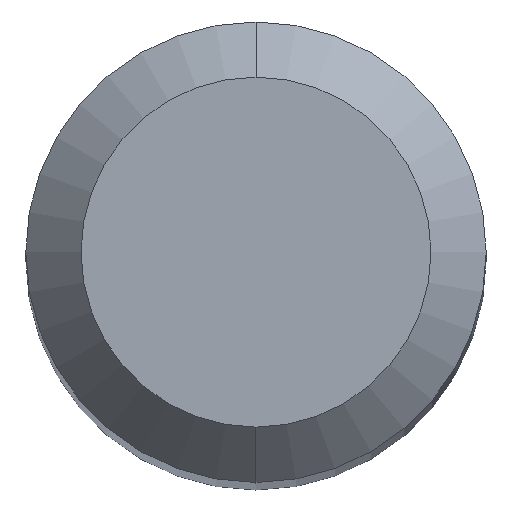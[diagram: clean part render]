
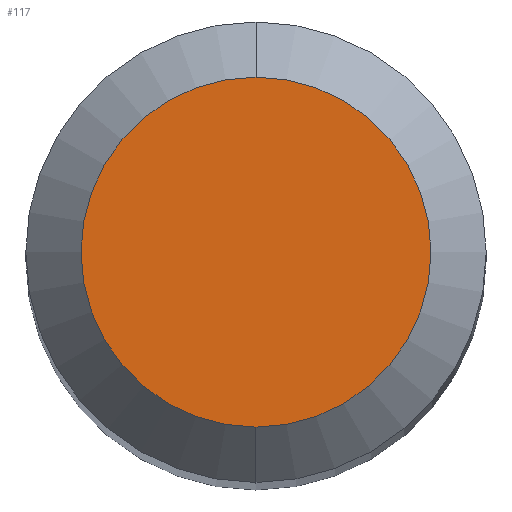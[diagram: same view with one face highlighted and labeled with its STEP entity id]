
A CAD part, top view. The second image highlights one B-rep face of the part: STEP entity #117.
In plain terms, the highlighted planar face has unit normal (0, 0, 1).
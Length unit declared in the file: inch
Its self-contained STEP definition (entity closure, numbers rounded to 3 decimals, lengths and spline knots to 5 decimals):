
#17 = AXIS2_PLACEMENT_3D ( 'NONE', #499, #215, #20 ) ;
#20 = DIRECTION ( 'NONE',  ( 0., -1., 0. ) ) ;
#64 = DIRECTION ( 'NONE',  ( 0., 0., 1. ) ) ;
#70 = AXIS2_PLACEMENT_3D ( 'NONE', #289, #461, #219 ) ;
#78 = CARTESIAN_POINT ( 'NONE',  ( 0., 0.0475, 0. ) ) ;
#95 = EDGE_LOOP ( 'NONE', ( #485, #426 ) ) ;
#117 = ADVANCED_FACE ( 'NONE', ( #323 ), #144, .F. ) ;
#131 = CIRCLE ( 'NONE', #17, 0.0475 ) ;
#144 = PLANE ( 'NONE',  #70 ) ;
#215 = DIRECTION ( 'NONE',  ( 0., 0., 1. ) ) ;
#219 = DIRECTION ( 'NONE',  ( 0., 1., 0. ) ) ;
#221 = EDGE_CURVE ( 'NONE', #448, #385, #131, .T. ) ;
#228 = EDGE_CURVE ( 'NONE', #385, #448, #337, .T. ) ;
#273 = AXIS2_PLACEMENT_3D ( 'NONE', #460, #64, #326 ) ;
#289 = CARTESIAN_POINT ( 'NONE',  ( 0., 0.0475, 0. ) ) ;
#323 = FACE_OUTER_BOUND ( 'NONE', #95, .T. ) ;
#326 = DIRECTION ( 'NONE',  ( 0., -1., 0. ) ) ;
#337 = CIRCLE ( 'NONE', #273, 0.0475 ) ;
#385 = VERTEX_POINT ( 'NONE', #510 ) ;
#426 = ORIENTED_EDGE ( 'NONE', *, *, #228, .T. ) ;
#448 = VERTEX_POINT ( 'NONE', #78 ) ;
#460 = CARTESIAN_POINT ( 'NONE',  ( 0., 0., 0. ) ) ;
#461 = DIRECTION ( 'NONE',  ( 0., 0., -1. ) ) ;
#485 = ORIENTED_EDGE ( 'NONE', *, *, #221, .T. ) ;
#499 = CARTESIAN_POINT ( 'NONE',  ( 0., 0., 0. ) ) ;
#510 = CARTESIAN_POINT ( 'NONE',  ( 0., -0.0475, 0. ) ) ;
